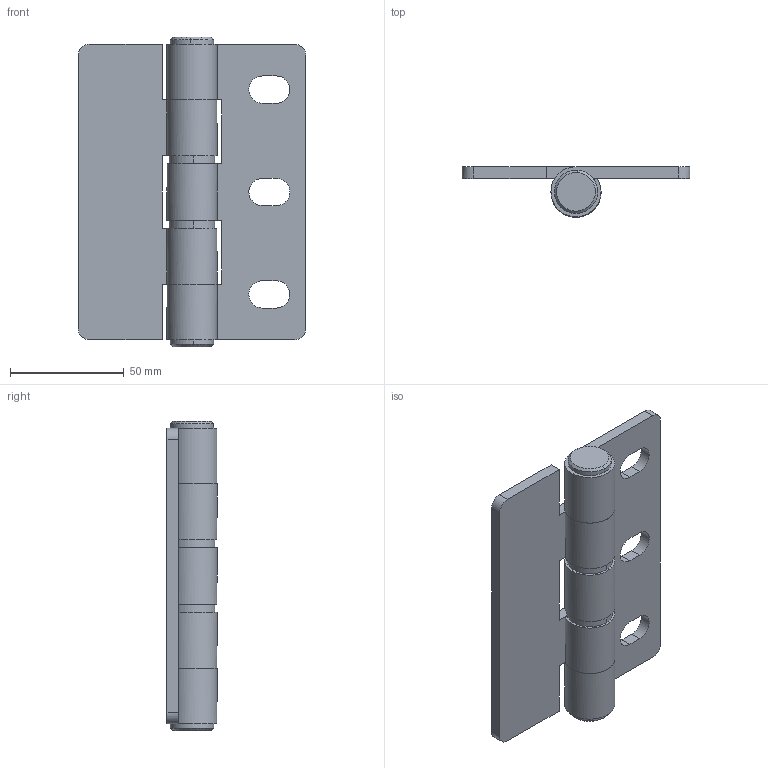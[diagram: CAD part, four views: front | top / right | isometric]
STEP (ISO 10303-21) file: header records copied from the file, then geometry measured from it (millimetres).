
FILE_DESCRIPTION((''),'2;1');
FILE_NAME('','2005-04-20T08:46:02',(''),(''),'','CADfix','');
FILE_SCHEMA(('AUTOMOTIVE_DESIGN'));
Length unit declared in the file: millimetre
Products named in the file (6): bearing; cap; shaft; hinge piece_B; hinge piece_A; TH_116_2_32232_36
Assembly tree (7 placements, depth 2):
  TH_116_2_32232_36
    bearing  x2
    cap  x2
    shaft
    hinge piece_B
    hinge piece_A
Bounding box: 100 x 22 x 136 mm (x, y, z)
Volume: 98622.7 mm3; surface area: 47331.8 mm2
Topology: 7 solids, 7 shells, 88 faces, 254 edges, 182 vertices
Faces by surface type: bspline 88
Entity records: 2745 total; most frequent: CARTESIAN_POINT 1394, ORIENTED_EDGE 414, EDGE_CURVE 207, VERTEX_POINT 145, QUASI_UNIFORM_CURVE 122, EDGE_LOOP 82, FACE_OUTER_BOUND 73, ADVANCED_FACE 73
